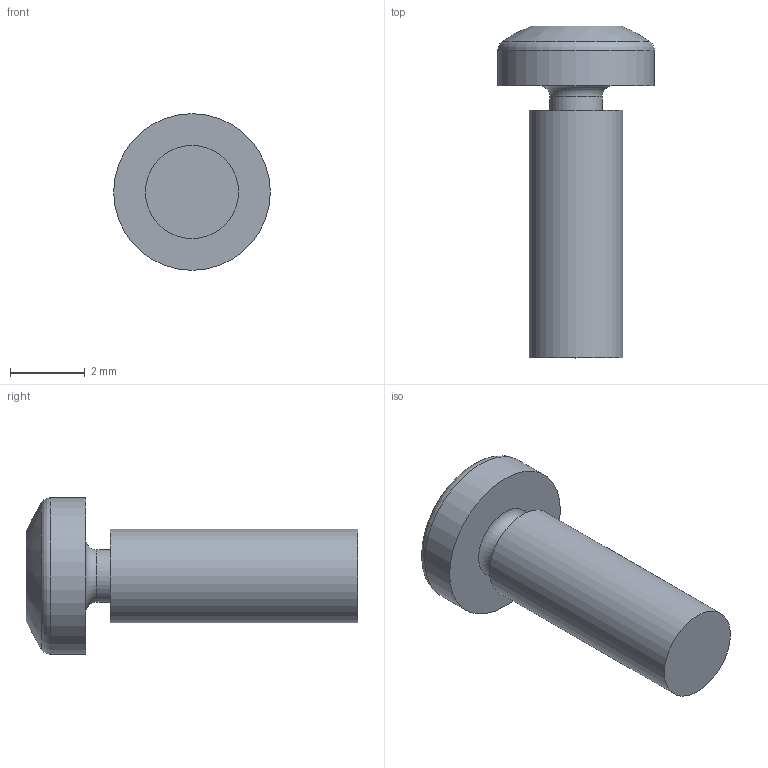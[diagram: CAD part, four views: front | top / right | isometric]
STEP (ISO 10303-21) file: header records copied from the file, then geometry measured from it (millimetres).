
FILE_DESCRIPTION(/* description */ (''),/* implementation_level */ '2;1');
FILE_NAME(/* name */ '86000250_BFS_M_2500.stp',/* time_stamp */ '2014-12-08T08:43:35+01:00',/* author */ ('Watermann'),/* organization */ ('Fa. Bopla'),/* preprocessor_version */ 'ST-DEVELOPER v15.6',/* originating_system */ 'Autodesk Inventor 2015',/* authorisation */ '');
FILE_SCHEMA (('AUTOMOTIVE_DESIGN { 1 0 10303 214 3 1 1 }'));
Length unit declared in the file: millimetre
Products named in the file (1): SHR_Z_KT_2_5X7_3_3DSYM
Bounding box: 4.2 x 8.9 x 4.2 mm (x, y, z)
Volume: 50.5 mm3; surface area: 111.3 mm2
Topology: 1 solids, 1 shells, 28 faces, 73 edges, 48 vertices
Faces by surface type: cylinder 15, bspline 7, plane 3, torus 2, sphere 1
Full cylindrical faces by diameter (mm): 1.4 x1, 2.5 x1, 4.2 x1
Entity records: 1051 total; most frequent: CARTESIAN_POINT 405, ORIENTED_EDGE 144, DIRECTION 110, EDGE_CURVE 72, VERTEX_POINT 48, AXIS2_PLACEMENT_3D 47, B_SPLINE_CURVE_WITH_KNOTS 31, EDGE_LOOP 30
